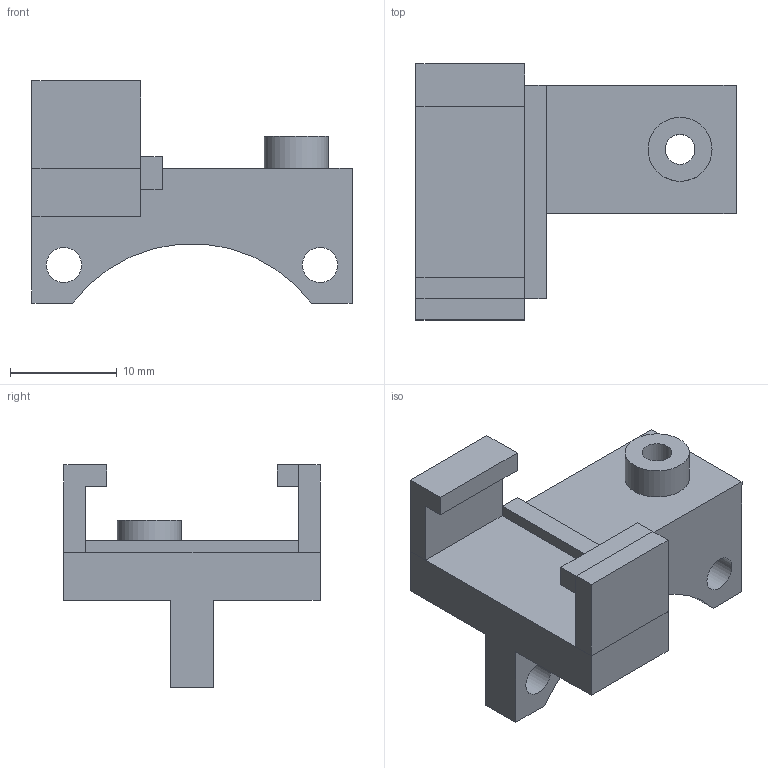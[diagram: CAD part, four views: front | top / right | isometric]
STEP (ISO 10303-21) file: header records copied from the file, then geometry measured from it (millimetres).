
FILE_DESCRIPTION(/* description */ (''),/* implementation_level */ '2;1');
FILE_NAME(/* name */ 'x-endstop.step',/* time_stamp */ '2023-01-11T23:00:24+08:00',/* author */ (''),/* organization */ (''),/* preprocessor_version */ 'ST-DEVELOPER v19.2',/* originating_system */ 'Autodesk Translation Framework v11.17.0.187',/* authorisation */ '');
FILE_SCHEMA (('AUTOMOTIVE_DESIGN { 1 0 10303 214 3 1 1 }'));
Length unit declared in the file: millimetre
Products named in the file (1): x-endstop
Bounding box: 30 x 24 x 20.82 mm (x, y, z)
Volume: 3259.8 mm3; surface area: 2702.8 mm2
Topology: 4 solids, 4 shells, 46 faces, 109 edges, 72 vertices
Faces by surface type: plane 41, cylinder 5
Full cylindrical faces by diameter (mm): 2.8 x1, 3.3 x2, 6 x1
Entity records: 1349 total; most frequent: CARTESIAN_POINT 228, ORIENTED_EDGE 218, DIRECTION 213, EDGE_CURVE 109, LINE 99, VECTOR 99, VERTEX_POINT 72, AXIS2_PLACEMENT_3D 57
